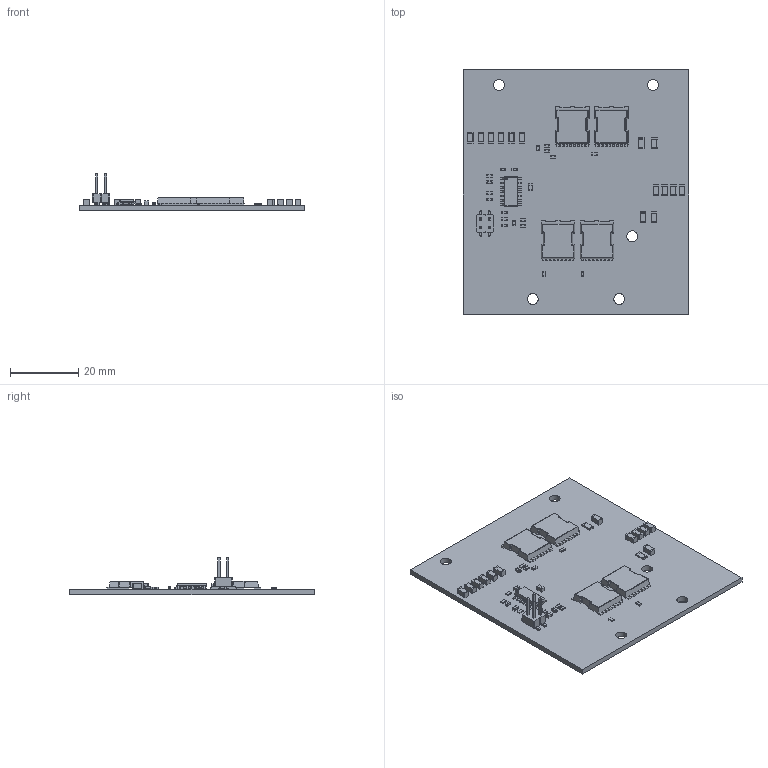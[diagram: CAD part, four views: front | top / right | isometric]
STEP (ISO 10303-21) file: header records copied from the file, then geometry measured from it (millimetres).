
FILE_DESCRIPTION(('KiCad electronic assembly'),'2;1');
FILE_NAME('Inverter.step','2021-04-16T15:12:20',('An Author'),( 'A Company'),'Open CASCADE STEP processor 6.9', 'KiCad to STEP converter','Unknown');
FILE_SCHEMA(('AUTOMOTIVE_DESIGN { 1 0 10303 214 1 1 1 1 }'));
Length unit declared in the file: millimetre
Products named in the file (20): Open CASCADE STEP translator 6.9 1; C_1206_3216Metric; SOLID; R_1206_3216Metric; PinHeader_2x02_P2.54mm_Vertical_SMD; IPT015N10N5; L6494LDTR; COMPOUND; C_0805_2012Metric; D_0603_1608Metric; R_0603_1608Metric; C_0603_1608Metric
Assembly tree (50 placements, depth 3):
  Open CASCADE STEP translator 6.9 1
    C_1206_3216Metric  x12
      SOLID
    R_1206_3216Metric  x2
      SOLID
    PinHeader_2x02_P2.54mm_Vertical_SMD
      SOLID
    IPT015N10N5  x4
      SOLID
    L6494LDTR
      COMPOUND
    C_0805_2012Metric
      SOLID
    D_0603_1608Metric  x2
      SOLID
    R_0603_1608Metric  x11
      SOLID
    C_0603_1608Metric  x6
      SOLID
    COMPOUND
Bounding box: 66.04 x 71.75 x 10.95 mm (x, y, z)
Volume: 8549.6 mm3; surface area: 11941.3 mm2
Topology: 55 solids, 55 shells, 1729 faces, 4506 edges, 2904 vertices
Faces by surface type: plane 1197, cylinder 468, cone 48, torus 16
Full cylindrical faces by diameter (mm): 0.487 x1, 3.2 x5
Entity records: 43172 total; most frequent: CARTESIAN_POINT 8417, DIRECTION 6002, LINE 4022, VECTOR 4022, ORIENTED_EDGE 3084, PCURVE 3084, DEFINITIONAL_REPRESENTATION 3084, EDGE_CURVE 1542
